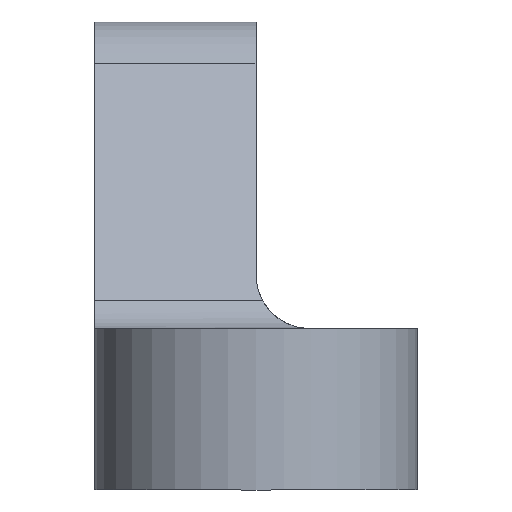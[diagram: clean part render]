
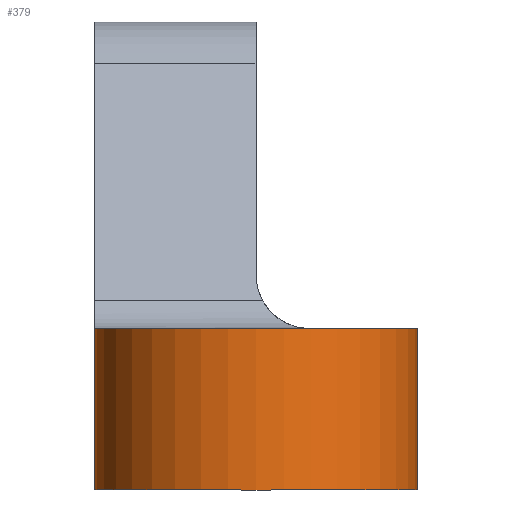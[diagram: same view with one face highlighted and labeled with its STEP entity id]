
A CAD part, left-side view. The second image highlights one B-rep face of the part: STEP entity #379.
In plain terms, the highlighted cylindrical face has radius 3 mm (diameter 6 mm), a partial arc.
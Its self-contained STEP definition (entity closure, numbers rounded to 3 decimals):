
#55=LINE('',#666,#86);
#56=LINE('',#667,#87);
#86=VECTOR('',#525,10.);
#87=VECTOR('',#526,10.);
#105=FACE_OUTER_BOUND('',#128,.T.);
#128=EDGE_LOOP('',(#310,#311,#312,#313));
#145=CIRCLE('',#418,3.);
#152=CIRCLE('',#428,3.);
#177=VERTEX_POINT('',#624);
#178=VERTEX_POINT('',#626);
#187=VERTEX_POINT('',#650);
#188=VERTEX_POINT('',#652);
#218=EDGE_CURVE('',#178,#177,#145,.T.);
#231=EDGE_CURVE('',#188,#187,#152,.T.);
#238=EDGE_CURVE('',#177,#188,#55,.T.);
#239=EDGE_CURVE('',#187,#178,#56,.T.);
#310=ORIENTED_EDGE('',*,*,#218,.T.);
#311=ORIENTED_EDGE('',*,*,#238,.T.);
#312=ORIENTED_EDGE('',*,*,#231,.T.);
#313=ORIENTED_EDGE('',*,*,#239,.T.);
#364=CYLINDRICAL_SURFACE('',#431,3.);
#379=ADVANCED_FACE('',(#105),#364,.T.);
#418=AXIS2_PLACEMENT_3D('',#627,#487,#488);
#428=AXIS2_PLACEMENT_3D('',#653,#513,#514);
#431=AXIS2_PLACEMENT_3D('',#665,#523,#524);
#487=DIRECTION('center_axis',(0.,0.,-1.));
#488=DIRECTION('ref_axis',(-0.707,-0.707,0.));
#513=DIRECTION('center_axis',(0.,0.,1.));
#514=DIRECTION('ref_axis',(-0.707,-0.707,0.));
#523=DIRECTION('center_axis',(0.,0.,1.));
#524=DIRECTION('ref_axis',(-0.707,0.707,0.));
#525=DIRECTION('',(0.,0.,-1.));
#526=DIRECTION('',(0.,0.,1.));
#624=CARTESIAN_POINT('',(-28.819,-11.812,8.807));
#626=CARTESIAN_POINT('',(-28.819,-17.812,8.807));
#627=CARTESIAN_POINT('Origin',(-28.819,-14.812,8.807));
#650=CARTESIAN_POINT('',(-28.819,-17.812,5.807));
#652=CARTESIAN_POINT('',(-28.819,-11.812,5.807));
#653=CARTESIAN_POINT('Origin',(-28.819,-14.812,5.807));
#665=CARTESIAN_POINT('Origin',(-28.819,-14.812,7.982));
#666=CARTESIAN_POINT('',(-28.819,-11.812,7.982));
#667=CARTESIAN_POINT('',(-28.819,-17.812,7.982));
